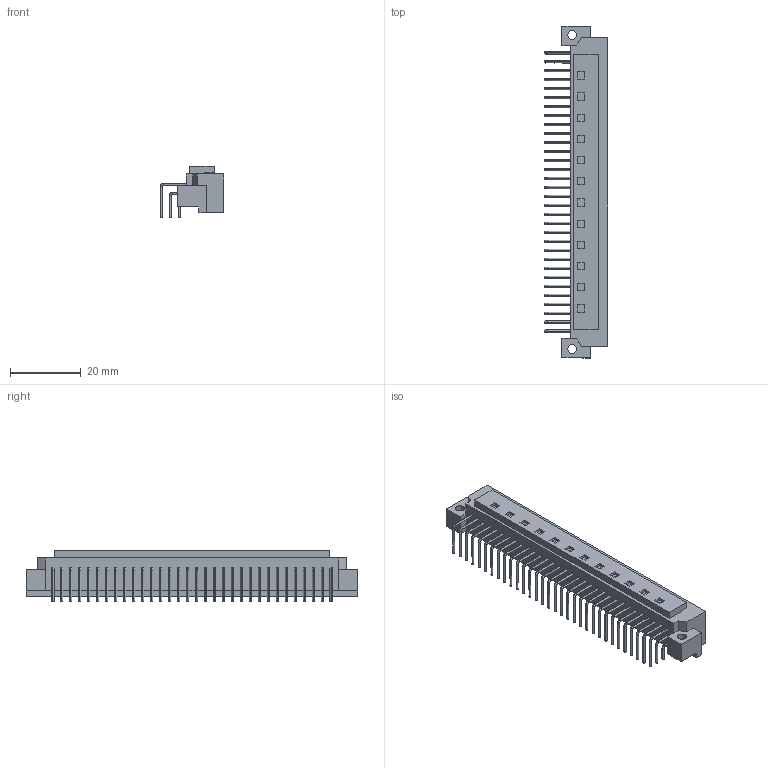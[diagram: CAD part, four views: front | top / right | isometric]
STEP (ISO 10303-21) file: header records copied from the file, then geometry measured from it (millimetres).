
FILE_DESCRIPTION((''),'2;1');
FILE_NAME('HARTING_09 03 696 6921.stp','2011-03-30T15:30:22',(''),(''),'Mechanical Desktop 2011','Mechanical Desktop 2011',', , ');
FILE_SCHEMA(('AUTOMOTIVE_DESIGN { 1 2 10303 214 1 1 1 1 }'));
Length unit declared in the file: millimetre
Products named in the file (1): Product
Bounding box: 18.02 x 94 x 14.45 mm (x, y, z)
Volume: 6442.8 mm3; surface area: 10478.6 mm2
Topology: 195 solids, 195 shells, 1352 faces, 2522 edges, 1548 vertices
Faces by surface type: cylinder 578, plane 508, torus 192, bspline 74
Entity records: 33629 total; most frequent: DIRECTION 6432, CARTESIAN_POINT 5673, ORIENTED_EDGE 5044, AXIS2_PLACEMENT_3D 2631, EDGE_CURVE 2522, VERTEX_POINT 1548, EDGE_LOOP 1370, CIRCLE 1352
